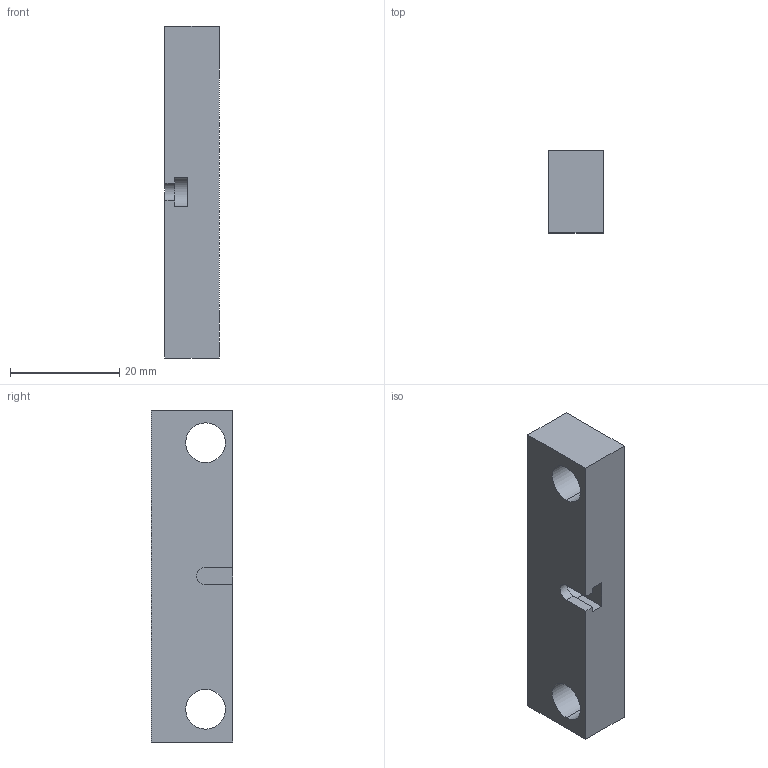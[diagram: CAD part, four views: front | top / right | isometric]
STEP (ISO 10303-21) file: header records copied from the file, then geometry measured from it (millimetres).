
FILE_DESCRIPTION (( 'STEP AP214' ), '1' );
FILE_NAME ('PetriDish_movable_jaw_screws_v2.STEP', '2019-09-05T16:16:35', ( '' ), ( '' ), 'SwSTEP 2.0', 'SolidWorks 2012', '' );
FILE_SCHEMA (( 'AUTOMOTIVE_DESIGN' ));
Length unit declared in the file: millimetre
Products named in the file (1): PetriDish_movable_jaw_screws_v2
Bounding box: 10 x 15 x 60.9 mm (x, y, z)
Volume: 7603.4 mm3; surface area: 4319.3 mm2
Topology: 1 solids, 1 shells, 48 faces, 108 edges, 72 vertices
Faces by surface type: cylinder 26, plane 22
Entity records: 1406 total; most frequent: DIRECTION 258, CARTESIAN_POINT 229, ORIENTED_EDGE 216, EDGE_CURVE 108, AXIS2_PLACEMENT_3D 101, VERTEX_POINT 72, EDGE_LOOP 62, LINE 56
